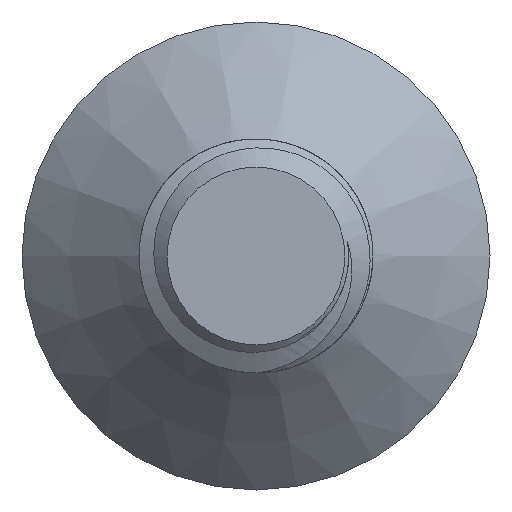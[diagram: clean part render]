
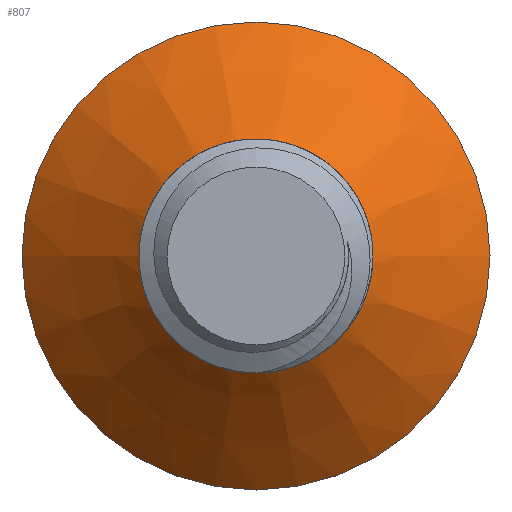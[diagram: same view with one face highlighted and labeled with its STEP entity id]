
A CAD part, left-side view. The second image highlights one B-rep face of the part: STEP entity #807.
In plain terms, the highlighted conical face has half-angle 45 degrees and reference radius 2.5 mm.
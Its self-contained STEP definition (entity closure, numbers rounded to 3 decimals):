
#39=CONICAL_SURFACE('',#875,2.5,0.785);
#74=FACE_OUTER_BOUND('',#123,.T.);
#123=EDGE_LOOP('',(#614,#615,#616,#617,#618,#619));
#145=CIRCLE('',#844,2.5);
#149=CIRCLE('',#876,5.);
#212=B_SPLINE_CURVE_WITH_KNOTS('',3,(#3030,#3031,#3032,#3033,#3034,#3035,
#3036,#3037,#3038,#3039,#3040,#3041,#3042,#3043,#3044,#3045,#3046,#3047,
#3048,#3049,#3050,#3051,#3052,#3053,#3054,#3055,#3056,#3057,#3058,#3059,
#3060,#3061,#3062,#3063),.UNSPECIFIED.,.F.,.F.,(4,2,2,2,2,2,2,2,2,2,2,2,
2,2,2,2,4),(0.192,0.253,0.332,0.375,
0.458,0.501,0.595,0.699,
0.814,0.941,1.081,1.236,1.408,
1.598,1.81,1.972,2.098),
 .UNSPECIFIED.);
#246=LINE('',#2994,#288);
#247=LINE('',#3065,#289);
#288=VECTOR('',#992,2.5);
#289=VECTOR('',#1001,2.5);
#306=VERTEX_POINT('',#1078);
#307=VERTEX_POINT('',#1099);
#360=VERTEX_POINT('',#2993);
#365=VERTEX_POINT('',#3064);
#383=EDGE_CURVE('',#307,#306,#145,.T.);
#461=EDGE_CURVE('',#306,#360,#246,.T.);
#467=EDGE_CURVE('',#360,#307,#212,.T.);
#468=EDGE_CURVE('',#365,#306,#247,.T.);
#469=EDGE_CURVE('',#365,#365,#149,.T.);
#614=ORIENTED_EDGE('',*,*,#461,.T.);
#615=ORIENTED_EDGE('',*,*,#467,.T.);
#616=ORIENTED_EDGE('',*,*,#383,.T.);
#617=ORIENTED_EDGE('',*,*,#468,.F.);
#618=ORIENTED_EDGE('',*,*,#469,.F.);
#619=ORIENTED_EDGE('',*,*,#468,.T.);
#807=ADVANCED_FACE('',(#74),#39,.T.);
#844=AXIS2_PLACEMENT_3D('',#1100,#911,#912);
#875=AXIS2_PLACEMENT_3D('',#3029,#999,#1000);
#876=AXIS2_PLACEMENT_3D('',#3066,#1002,#1003);
#911=DIRECTION('center_axis',(1.,0.,0.));
#912=DIRECTION('ref_axis',(0.,-1.,0.));
#992=DIRECTION('',(-0.707,-0.707,0.));
#999=DIRECTION('center_axis',(1.,0.,0.));
#1000=DIRECTION('ref_axis',(0.,-1.,0.));
#1001=DIRECTION('',(-0.707,-0.707,0.));
#1002=DIRECTION('center_axis',(1.,0.,0.));
#1003=DIRECTION('ref_axis',(0.,-1.,0.));
#1078=CARTESIAN_POINT('',(-2.8,2.5,0.));
#1099=CARTESIAN_POINT('',(-2.8,1.768,-1.768));
#1100=CARTESIAN_POINT('Origin',(-2.8,0.,0.));
#2993=CARTESIAN_POINT('',(-3.244,2.056,0.));
#2994=CARTESIAN_POINT('',(-2.8,2.5,0.));
#3029=CARTESIAN_POINT('Origin',(-2.8,0.,0.));
#3030=CARTESIAN_POINT('Ctrl Pts',(-3.244,2.056,0.));
#3031=CARTESIAN_POINT('Ctrl Pts',(-3.236,2.064,0.199));
#3032=CARTESIAN_POINT('Ctrl Pts',(-3.229,2.042,0.398));
#3033=CARTESIAN_POINT('Ctrl Pts',(-3.21,1.929,0.845));
#3034=CARTESIAN_POINT('Ctrl Pts',(-3.2,1.817,1.085));
#3035=CARTESIAN_POINT('Ctrl Pts',(-3.185,1.581,1.412));
#3036=CARTESIAN_POINT('Ctrl Pts',(-3.18,1.487,1.517));
#3037=CARTESIAN_POINT('Ctrl Pts',(-3.164,1.185,1.797));
#3038=CARTESIAN_POINT('Ctrl Pts',(-3.154,0.952,1.942));
#3039=CARTESIAN_POINT('Ctrl Pts',(-3.138,0.569,2.09));
#3040=CARTESIAN_POINT('Ctrl Pts',(-3.133,0.435,2.128));
#3041=CARTESIAN_POINT('Ctrl Pts',(-3.116,-0.005,
2.205));
#3042=CARTESIAN_POINT('Ctrl Pts',(-3.107,-0.295,
2.189));
#3043=CARTESIAN_POINT('Ctrl Pts',(-3.086,-0.833,
2.071));
#3044=CARTESIAN_POINT('Ctrl Pts',(-3.075,-1.102,1.955));
#3045=CARTESIAN_POINT('Ctrl Pts',(-3.053,-1.601,1.608));
#3046=CARTESIAN_POINT('Ctrl Pts',(-3.044,-1.801,1.386));
#3047=CARTESIAN_POINT('Ctrl Pts',(-3.023,-2.108,0.91));
#3048=CARTESIAN_POINT('Ctrl Pts',(-3.012,-2.219,0.631));
#3049=CARTESIAN_POINT('Ctrl Pts',(-2.99,-2.333,0.015));
#3050=CARTESIAN_POINT('Ctrl Pts',(-2.98,-2.317,-0.293));
#3051=CARTESIAN_POINT('Ctrl Pts',(-2.96,-2.197,-0.861));
#3052=CARTESIAN_POINT('Ctrl Pts',(-2.949,-2.076,-1.145));
#3053=CARTESIAN_POINT('Ctrl Pts',(-2.927,-1.712,-1.677));
#3054=CARTESIAN_POINT('Ctrl Pts',(-2.917,-1.478,-1.89));
#3055=CARTESIAN_POINT('Ctrl Pts',(-2.897,-0.978,
-2.217));
#3056=CARTESIAN_POINT('Ctrl Pts',(-2.886,-0.685,-2.336));
#3057=CARTESIAN_POINT('Ctrl Pts',(-2.864,-0.034,
-2.46));
#3058=CARTESIAN_POINT('Ctrl Pts',(-2.854,0.291,-2.446));
#3059=CARTESIAN_POINT('Ctrl Pts',(-2.837,0.793,-2.342));
#3060=CARTESIAN_POINT('Ctrl Pts',(-2.83,1.004,-2.268));
#3061=CARTESIAN_POINT('Ctrl Pts',(-2.817,1.356,-2.088));
#3062=CARTESIAN_POINT('Ctrl Pts',(-2.809,1.557,-1.966));
#3063=CARTESIAN_POINT('Ctrl Pts',(-2.8,1.768,-1.768));
#3064=CARTESIAN_POINT('',(-0.3,5.,0.));
#3065=CARTESIAN_POINT('',(-2.8,2.5,0.));
#3066=CARTESIAN_POINT('Origin',(-0.3,0.,
0.));
